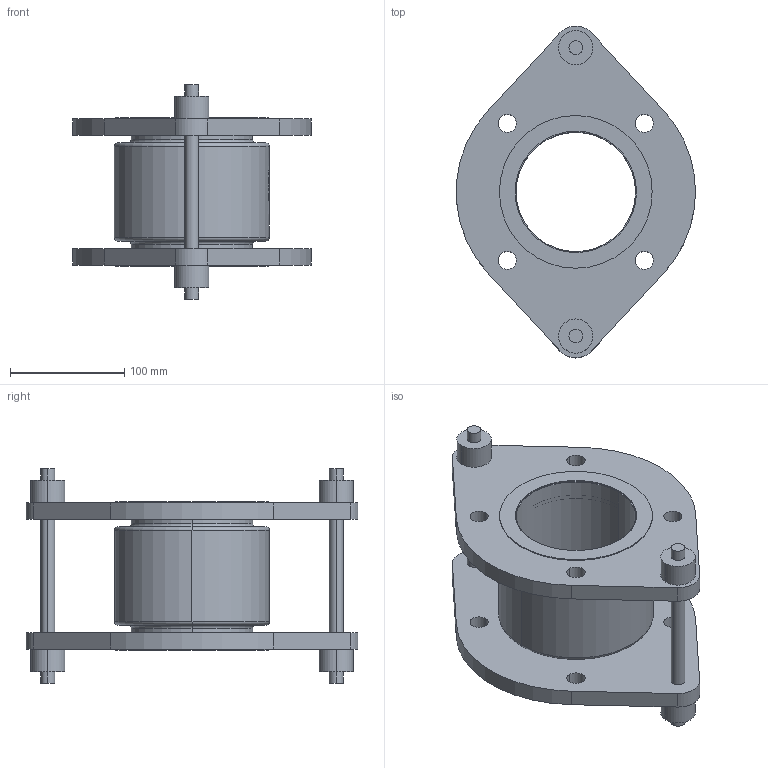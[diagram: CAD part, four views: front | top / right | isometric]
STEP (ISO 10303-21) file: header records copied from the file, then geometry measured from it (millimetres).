
FILE_DESCRIPTION (( 'STEP AP203' ), '1' );
FILE_NAME ('EPSILON-C_DN100_PN06_120_6000017333.STEP', '2021-10-07T10:45:04', ( 'axxx' ), ( '' ), 'SwSTEP 2.0', 'SolidWorks 2019', '' );
FILE_SCHEMA (( 'CONFIG_CONTROL_DESIGN' ));
Length unit declared in the file: millimetre
Products named in the file (1): EPSILON-C_DN100_PN06_120_6000017333
Bounding box: 209.64 x 291 x 188 mm (x, y, z)
Volume: 1494444.9 mm3; surface area: 260762.4 mm2
Topology: 1 solids, 1 shells, 579 faces, 1549 edges, 1030 vertices
Faces by surface type: bspline 243, plane 234, cylinder 94, torus 8
Entity records: 31346 total; most frequent: CARTESIAN_POINT 18382, ORIENTED_EDGE 3098, DIRECTION 1893, EDGE_CURVE 1549, VERTEX_POINT 1030, VECTOR 769, LINE 769, EDGE_LOOP 659
